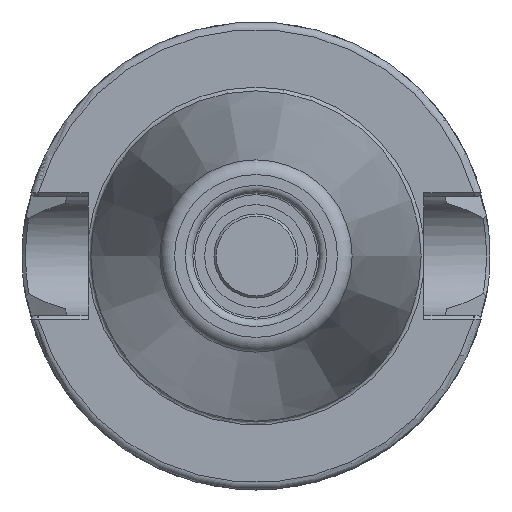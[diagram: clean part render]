
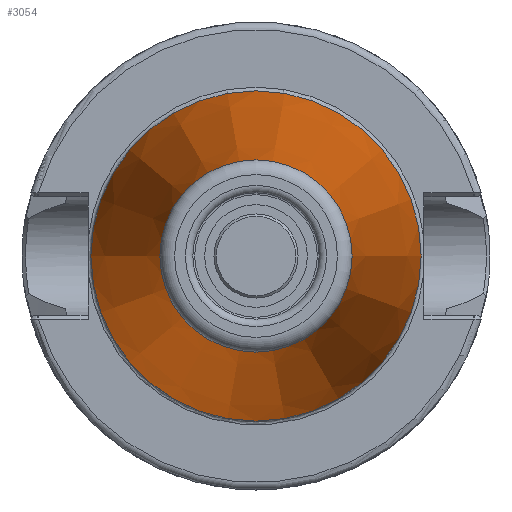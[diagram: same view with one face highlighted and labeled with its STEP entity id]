
A CAD part, left-side view. The second image highlights one B-rep face of the part: STEP entity #3054.
In plain terms, the highlighted conical face has half-angle 8.297 degrees and reference radius 17.581 mm.
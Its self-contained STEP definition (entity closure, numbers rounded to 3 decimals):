
#204=CIRCLE('',#3351,12.937);
#205=CIRCLE('',#3352,12.937);
#206=CIRCLE('',#3353,12.937);
#208=CIRCLE('',#3356,22.225);
#209=CIRCLE('',#3357,22.225);
#261=CONICAL_SURFACE('',#3355,17.581,0.145);
#352=FACE_OUTER_BOUND('',#549,.T.);
#549=EDGE_LOOP('',(#2417,#2418,#2419,#2420,#2421,#2422,#2423));
#789=LINE('',#5526,#1043);
#1043=VECTOR('',#3947,17.581);
#1372=VERTEX_POINT('',#5514);
#1373=VERTEX_POINT('',#5515);
#1374=VERTEX_POINT('',#5517);
#1375=VERTEX_POINT('',#5522);
#1376=VERTEX_POINT('',#5523);
#1735=EDGE_CURVE('',#1372,#1373,#204,.T.);
#1736=EDGE_CURVE('',#1374,#1372,#205,.T.);
#1737=EDGE_CURVE('',#1373,#1374,#206,.T.);
#1739=EDGE_CURVE('',#1375,#1376,#208,.T.);
#1740=EDGE_CURVE('',#1376,#1375,#209,.T.);
#1741=EDGE_CURVE('',#1376,#1374,#789,.T.);
#2417=ORIENTED_EDGE('',*,*,#1739,.F.);
#2418=ORIENTED_EDGE('',*,*,#1740,.F.);
#2419=ORIENTED_EDGE('',*,*,#1741,.T.);
#2420=ORIENTED_EDGE('',*,*,#1736,.T.);
#2421=ORIENTED_EDGE('',*,*,#1735,.T.);
#2422=ORIENTED_EDGE('',*,*,#1737,.T.);
#2423=ORIENTED_EDGE('',*,*,#1741,.F.);
#3054=ADVANCED_FACE('',(#352),#261,.T.);
#3351=AXIS2_PLACEMENT_3D('',#5516,#3933,#3934);
#3352=AXIS2_PLACEMENT_3D('',#5518,#3935,#3936);
#3353=AXIS2_PLACEMENT_3D('',#5519,#3937,#3938);
#3355=AXIS2_PLACEMENT_3D('',#5521,#3941,#3942);
#3356=AXIS2_PLACEMENT_3D('',#5524,#3943,#3944);
#3357=AXIS2_PLACEMENT_3D('',#5525,#3945,#3946);
#3933=DIRECTION('center_axis',(1.,0.,0.));
#3934=DIRECTION('ref_axis',(0.,0.,-1.));
#3935=DIRECTION('center_axis',(1.,0.,0.));
#3936=DIRECTION('ref_axis',(0.,0.,-1.));
#3937=DIRECTION('center_axis',(1.,0.,0.));
#3938=DIRECTION('ref_axis',(0.,0.,-1.));
#3941=DIRECTION('center_axis',(1.,0.,0.));
#3942=DIRECTION('ref_axis',(0.,1.,0.));
#3943=DIRECTION('center_axis',(1.,0.,0.));
#3944=DIRECTION('ref_axis',(0.,0.,-1.));
#3945=DIRECTION('center_axis',(1.,0.,0.));
#3946=DIRECTION('ref_axis',(0.,0.,-1.));
#3947=DIRECTION('',(-0.99,0.144,0.));
#5514=CARTESIAN_POINT('',(-63.689,12.937,0.));
#5515=CARTESIAN_POINT('',(-63.689,0.,12.937));
#5516=CARTESIAN_POINT('Origin',(-63.689,0.,
0.));
#5517=CARTESIAN_POINT('',(-63.689,-12.937,0.));
#5518=CARTESIAN_POINT('Origin',(-63.689,0.,
0.));
#5519=CARTESIAN_POINT('Origin',(-63.689,0.,
0.));
#5521=CARTESIAN_POINT('Origin',(-31.844,0.,
0.));
#5522=CARTESIAN_POINT('',(0.,22.225,0.));
#5523=CARTESIAN_POINT('',(0.,-22.225,0.));
#5524=CARTESIAN_POINT('Origin',(0.,0.,
0.));
#5525=CARTESIAN_POINT('Origin',(0.,0.,
0.));
#5526=CARTESIAN_POINT('',(-31.844,-17.581,0.));
